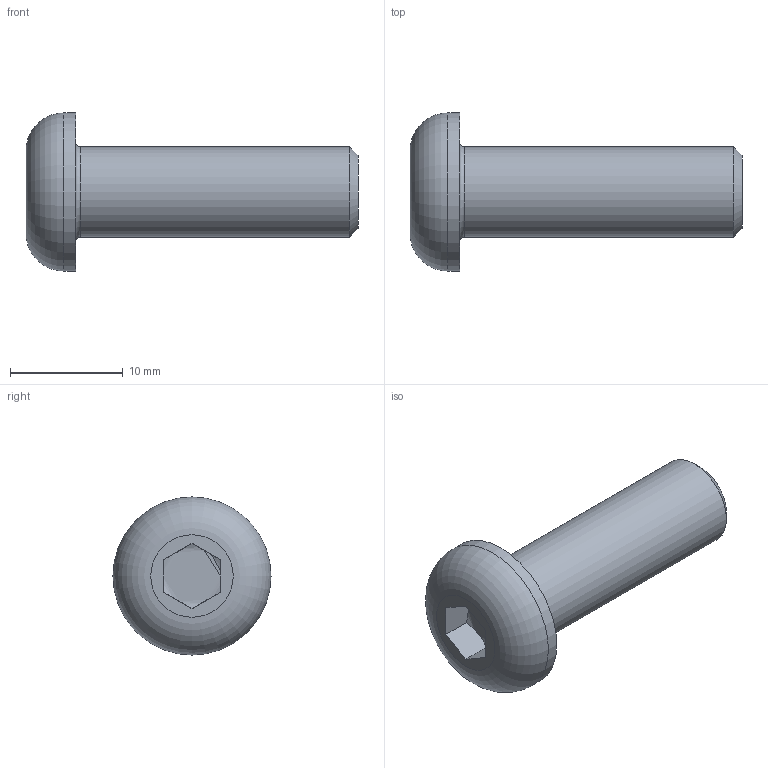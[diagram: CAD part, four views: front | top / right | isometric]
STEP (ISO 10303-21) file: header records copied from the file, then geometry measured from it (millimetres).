
FILE_DESCRIPTION(/* description */ ('Linsenkopfschraube ISO 7380 - M8 x 25 rostfrei'),/* implementation_level */ '2;1');
FILE_NAME(/* name */ 'ZEI_CAD_211189-2-REV-_#SALL_#AIN_#V1.step',/* time_stamp */ '2022-09-15T20:58:34+02:00',/* author */ ('MiniTec'),/* organization */ ('MiniTec GmbH & Co.KG'),/* preprocessor_version */ 'ST-DEVELOPER v18.1',/* originating_system */ 'Autodesk Inventor 2021',/* authorisation */ '');
FILE_SCHEMA (('CONFIG_CONTROL_DESIGN'));
Length unit declared in the file: millimetre
Products named in the file (1): MTW_1-00089647
Bounding box: 29.4 x 14 x 14 mm (x, y, z)
Volume: 1762.9 mm3; surface area: 1096.1 mm2
Topology: 1 solids, 1 shells, 15 faces, 36 edges, 24 vertices
Faces by surface type: plane 9, torus 2, cylinder 2, cone 2
Full cylindrical faces by diameter (mm): 8 x1, 14 x1
Entity records: 469 total; most frequent: CARTESIAN_POINT 89, DIRECTION 72, ORIENTED_EDGE 70, EDGE_CURVE 35, AXIS2_PLACEMENT_3D 28, VERTEX_POINT 24, EDGE_LOOP 17, LINE 16
